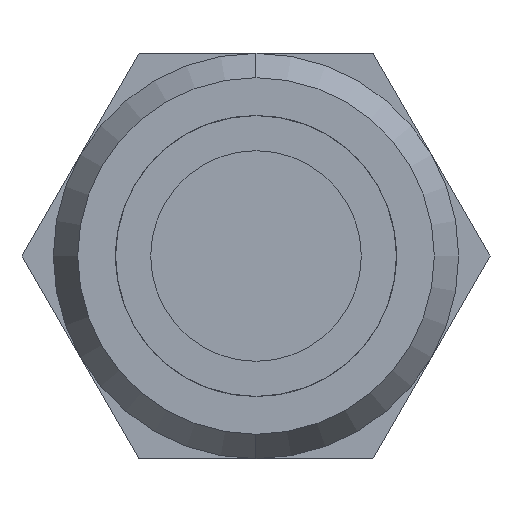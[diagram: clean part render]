
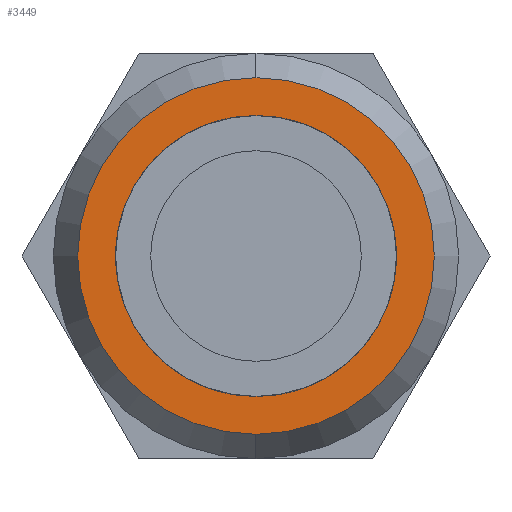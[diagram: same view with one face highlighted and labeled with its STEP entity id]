
A CAD part, left-side view. The second image highlights one B-rep face of the part: STEP entity #3449.
In plain terms, the highlighted planar face has unit normal (-1, 0, 0).
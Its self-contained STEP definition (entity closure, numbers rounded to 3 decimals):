
#25 = ORIENTED_EDGE ( 'NONE', *, *, #1327, .F. ) ;
#62 = DIRECTION ( 'NONE',  ( -1., 0., 0. ) ) ;
#78 = CARTESIAN_POINT ( 'NONE',  ( -1.7, 5., 3. ) ) ;
#82 = VERTEX_POINT ( 'NONE', #78 ) ;
#204 = AXIS2_PLACEMENT_3D ( 'NONE', #924, #1188, #1471 ) ;
#397 = AXIS2_PLACEMENT_3D ( 'NONE', #2450, #62, #2301 ) ;
#572 = EDGE_CURVE ( 'NONE', #1641, #1148, #2637, .T. ) ;
#589 = PLANE ( 'NONE',  #880 ) ;
#620 = FACE_OUTER_BOUND ( 'NONE', #1634, .T. ) ;
#621 = DIRECTION ( 'NONE',  ( 0., 0., -1. ) ) ;
#842 = FACE_BOUND ( 'NONE', #2764, .T. ) ;
#880 = AXIS2_PLACEMENT_3D ( 'NONE', #3294, #3047, #2333 ) ;
#924 = CARTESIAN_POINT ( 'NONE',  ( -1.7, 5., 0. ) ) ;
#962 = ORIENTED_EDGE ( 'NONE', *, *, #3144, .F. ) ;
#1042 = ORIENTED_EDGE ( 'NONE', *, *, #572, .T. ) ;
#1148 = VERTEX_POINT ( 'NONE', #2421 ) ;
#1157 = DIRECTION ( 'NONE',  ( -1., 0., 0. ) ) ;
#1188 = DIRECTION ( 'NONE',  ( -1., 0., 0. ) ) ;
#1258 = CIRCLE ( 'NONE', #397, 3. ) ;
#1327 = EDGE_CURVE ( 'NONE', #2941, #82, #3298, .T. ) ;
#1471 = DIRECTION ( 'NONE',  ( 0., 0., -1. ) ) ;
#1634 = EDGE_LOOP ( 'NONE', ( #1042, #2752 ) ) ;
#1641 = VERTEX_POINT ( 'NONE', #2694 ) ;
#1722 = CARTESIAN_POINT ( 'NONE',  ( -1.7, 5., 0. ) ) ;
#2301 = DIRECTION ( 'NONE',  ( 0., 0., -1. ) ) ;
#2333 = DIRECTION ( 'NONE',  ( 0., 0., -1. ) ) ;
#2421 = CARTESIAN_POINT ( 'NONE',  ( -1.7, 5., 3.811 ) ) ;
#2450 = CARTESIAN_POINT ( 'NONE',  ( -1.7, 5., 0. ) ) ;
#2578 = AXIS2_PLACEMENT_3D ( 'NONE', #1722, #1157, #2777 ) ;
#2633 = CARTESIAN_POINT ( 'NONE',  ( -1.7, 5., -3. ) ) ;
#2637 = CIRCLE ( 'NONE', #2578, 3.811 ) ;
#2694 = CARTESIAN_POINT ( 'NONE',  ( -1.7, 5., -3.811 ) ) ;
#2752 = ORIENTED_EDGE ( 'NONE', *, *, #3361, .T. ) ;
#2764 = EDGE_LOOP ( 'NONE', ( #25, #962 ) ) ;
#2777 = DIRECTION ( 'NONE',  ( 0., 0., -1. ) ) ;
#2781 = DIRECTION ( 'NONE',  ( -1., 0., 0. ) ) ;
#2941 = VERTEX_POINT ( 'NONE', #2633 ) ;
#3047 = DIRECTION ( 'NONE',  ( 1., 0., 0. ) ) ;
#3073 = CARTESIAN_POINT ( 'NONE',  ( -1.7, 5., 0. ) ) ;
#3074 = AXIS2_PLACEMENT_3D ( 'NONE', #3073, #2781, #621 ) ;
#3132 = CIRCLE ( 'NONE', #204, 3.811 ) ;
#3144 = EDGE_CURVE ( 'NONE', #82, #2941, #1258, .T. ) ;
#3294 = CARTESIAN_POINT ( 'NONE',  ( -1.7, 0., 0. ) ) ;
#3298 = CIRCLE ( 'NONE', #3074, 3. ) ;
#3361 = EDGE_CURVE ( 'NONE', #1148, #1641, #3132, .T. ) ;
#3449 = ADVANCED_FACE ( 'NONE', ( #842, #620 ), #589, .F. ) ;
